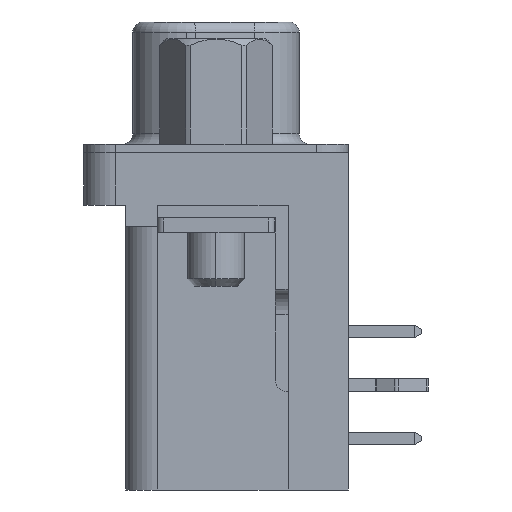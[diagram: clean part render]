
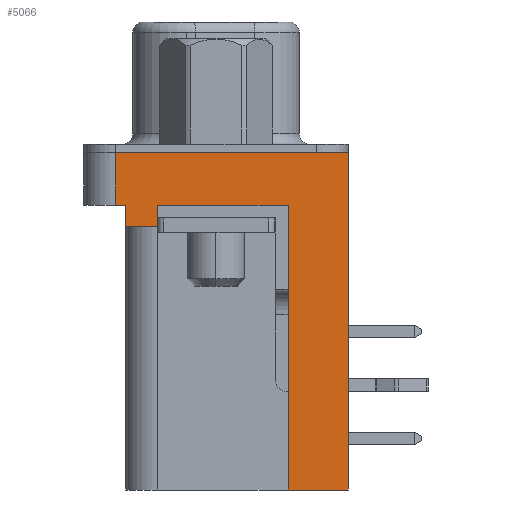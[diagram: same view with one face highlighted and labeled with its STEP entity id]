
A CAD part, left-side view. The second image highlights one B-rep face of the part: STEP entity #5066.
In plain terms, the highlighted planar face has unit normal (-1, 0, 0).
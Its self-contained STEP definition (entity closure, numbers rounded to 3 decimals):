
#4473 = VERTEX_POINT ( 'NONE', #14225 ) ;
#4475 = EDGE_CURVE ( 'NONE', #4476, #4473, #14289, .T. ) ;
#4476 = VERTEX_POINT ( 'NONE', #14285 ) ;
#4619 = EDGE_CURVE ( 'NONE', #4473, #4634, #14617, .T. ) ;
#4631 = VERTEX_POINT ( 'NONE', #14662 ) ;
#4633 = EDGE_CURVE ( 'NONE', #4631, #4634, #14661, .T. ) ;
#4634 = VERTEX_POINT ( 'NONE', #14657 ) ;
#5055 = ORIENTED_EDGE ( 'NONE', *, *, #5115, .T. ) ;
#5066 = ADVANCED_FACE ( 'NONE', ( #15600 ), #15647, .T. ) ;
#5067 = EDGE_LOOP ( 'NONE', ( #5068, #5130, #5132, #5133, #5135, #5136, #5137, #5138, #5055, #5117, #5120 ) ) ;
#5068 = ORIENTED_EDGE ( 'NONE', *, *, #5069, .F. ) ;
#5069 = EDGE_CURVE ( 'NONE', #5070, #5129, #15642, .T. ) ;
#5070 = VERTEX_POINT ( 'NONE', #15638 ) ;
#5075 = EDGE_CURVE ( 'NONE', #4476, #5094, #15632, .T. ) ;
#5080 = VERTEX_POINT ( 'NONE', #15659 ) ;
#5083 = EDGE_CURVE ( 'NONE', #5084, #5080, #15657, .T. ) ;
#5084 = VERTEX_POINT ( 'NONE', #15653 ) ;
#5094 = VERTEX_POINT ( 'NONE', #15724 ) ;
#5115 = EDGE_CURVE ( 'NONE', #4631, #5116, #15783, .T. ) ;
#5116 = VERTEX_POINT ( 'NONE', #15779 ) ;
#5117 = ORIENTED_EDGE ( 'NONE', *, *, #5118, .T. ) ;
#5118 = EDGE_CURVE ( 'NONE', #5116, #5119, #15778, .T. ) ;
#5119 = VERTEX_POINT ( 'NONE', #15774 ) ;
#5120 = ORIENTED_EDGE ( 'NONE', *, *, #5121, .F. ) ;
#5121 = EDGE_CURVE ( 'NONE', #5129, #5119, #15772, .T. ) ;
#5129 = VERTEX_POINT ( 'NONE', #15798 ) ;
#5130 = ORIENTED_EDGE ( 'NONE', *, *, #5131, .F. ) ;
#5131 = EDGE_CURVE ( 'NONE', #5084, #5070, #15796, .T. ) ;
#5132 = ORIENTED_EDGE ( 'NONE', *, *, #5083, .T. ) ;
#5133 = ORIENTED_EDGE ( 'NONE', *, *, #5134, .F. ) ;
#5134 = EDGE_CURVE ( 'NONE', #5094, #5080, #15848, .T. ) ;
#5135 = ORIENTED_EDGE ( 'NONE', *, *, #5075, .F. ) ;
#5136 = ORIENTED_EDGE ( 'NONE', *, *, #4475, .T. ) ;
#5137 = ORIENTED_EDGE ( 'NONE', *, *, #4619, .T. ) ;
#5138 = ORIENTED_EDGE ( 'NONE', *, *, #4633, .F. ) ;
#14225 = CARTESIAN_POINT ( 'NONE',  ( -26.52, 2.775, -2.5 ) ) ;
#14285 = CARTESIAN_POINT ( 'NONE',  ( -26.52, 2.775, -3.5 ) ) ;
#14286 = DIRECTION ( 'NONE',  ( 0., 0., 1. ) ) ;
#14287 = VECTOR ( 'NONE', #14286, 1000. ) ;
#14288 = CARTESIAN_POINT ( 'NONE',  ( -26.52, 2.775, -3.5 ) ) ;
#14289 = LINE ( 'NONE', #14288, #14287 ) ;
#14614 = DIRECTION ( 'NONE',  ( 0., -1., 0. ) ) ;
#14615 = VECTOR ( 'NONE', #14614, 1000. ) ;
#14616 = CARTESIAN_POINT ( 'NONE',  ( -26.52, -6.275, -2.5 ) ) ;
#14617 = LINE ( 'NONE', #14616, #14615 ) ;
#14657 = CARTESIAN_POINT ( 'NONE',  ( -26.52, -3.425, -2.5 ) ) ;
#14658 = DIRECTION ( 'NONE',  ( 0., 0., 1. ) ) ;
#14659 = VECTOR ( 'NONE', #14658, 1000. ) ;
#14660 = CARTESIAN_POINT ( 'NONE',  ( -26.52, -3.425, -23.035 ) ) ;
#14661 = LINE ( 'NONE', #14660, #14659 ) ;
#14662 = CARTESIAN_POINT ( 'NONE',  ( -26.52, -3.425, -16.02 ) ) ;
#15600 = FACE_OUTER_BOUND ( 'NONE', #5067, .T. ) ;
#15629 = DIRECTION ( 'NONE',  ( 0., 1., 0. ) ) ;
#15630 = VECTOR ( 'NONE', #15629, 1000. ) ;
#15631 = CARTESIAN_POINT ( 'NONE',  ( -26.52, 4.275, -3.5 ) ) ;
#15632 = LINE ( 'NONE', #15631, #15630 ) ;
#15638 = CARTESIAN_POINT ( 'NONE',  ( -26.52, 4.751, 0. ) ) ;
#15639 = DIRECTION ( 'NONE',  ( 0., -1., 0. ) ) ;
#15640 = VECTOR ( 'NONE', #15639, 1000. ) ;
#15641 = CARTESIAN_POINT ( 'NONE',  ( -26.52, -6.275, 0. ) ) ;
#15642 = LINE ( 'NONE', #15641, #15640 ) ;
#15643 = DIRECTION ( 'NONE',  ( 0., 0., 1. ) ) ;
#15644 = DIRECTION ( 'NONE',  ( -1., 0., 0. ) ) ;
#15645 = CARTESIAN_POINT ( 'NONE',  ( -26.52, -6.275, -2.5 ) ) ;
#15646 = AXIS2_PLACEMENT_3D ( 'NONE', #15645, #15644, #15643 ) ;
#15647 = PLANE ( 'NONE',  #15646 ) ;
#15653 = CARTESIAN_POINT ( 'NONE',  ( -26.52, 4.751, -2.5 ) ) ;
#15654 = DIRECTION ( 'NONE',  ( 0., -1., 0. ) ) ;
#15655 = VECTOR ( 'NONE', #15654, 1000. ) ;
#15656 = CARTESIAN_POINT ( 'NONE',  ( -26.52, -6.275, -2.5 ) ) ;
#15657 = LINE ( 'NONE', #15656, #15655 ) ;
#15659 = CARTESIAN_POINT ( 'NONE',  ( -26.52, 4.275, -2.5 ) ) ;
#15724 = CARTESIAN_POINT ( 'NONE',  ( -26.52, 4.275, -3.5 ) ) ;
#15769 = DIRECTION ( 'NONE',  ( 0., -1., 0. ) ) ;
#15770 = VECTOR ( 'NONE', #15769, 1000. ) ;
#15771 = CARTESIAN_POINT ( 'NONE',  ( -26.52, -6.275, 0. ) ) ;
#15772 = LINE ( 'NONE', #15771, #15770 ) ;
#15774 = CARTESIAN_POINT ( 'NONE',  ( -26.52, -6.275, 0. ) ) ;
#15775 = DIRECTION ( 'NONE',  ( 0., 0., 1. ) ) ;
#15776 = VECTOR ( 'NONE', #15775, 1000. ) ;
#15777 = CARTESIAN_POINT ( 'NONE',  ( -26.52, -6.275, -2.5 ) ) ;
#15778 = LINE ( 'NONE', #15777, #15776 ) ;
#15779 = CARTESIAN_POINT ( 'NONE',  ( -26.52, -6.275, -16.02 ) ) ;
#15780 = DIRECTION ( 'NONE',  ( 0., -1., 0. ) ) ;
#15781 = VECTOR ( 'NONE', #15780, 1000. ) ;
#15782 = CARTESIAN_POINT ( 'NONE',  ( -26.52, -6.275, -16.02 ) ) ;
#15783 = LINE ( 'NONE', #15782, #15781 ) ;
#15793 = DIRECTION ( 'NONE',  ( 0., 0., 1. ) ) ;
#15794 = VECTOR ( 'NONE', #15793, 1000. ) ;
#15795 = CARTESIAN_POINT ( 'NONE',  ( -26.52, 4.751, -2.5 ) ) ;
#15796 = LINE ( 'NONE', #15795, #15794 ) ;
#15798 = CARTESIAN_POINT ( 'NONE',  ( -26.52, -4.807, 0. ) ) ;
#15845 = DIRECTION ( 'NONE',  ( 0., 0., 1. ) ) ;
#15846 = VECTOR ( 'NONE', #15845, 1000. ) ;
#15847 = CARTESIAN_POINT ( 'NONE',  ( -26.52, 4.275, -3.5 ) ) ;
#15848 = LINE ( 'NONE', #15847, #15846 ) ;
